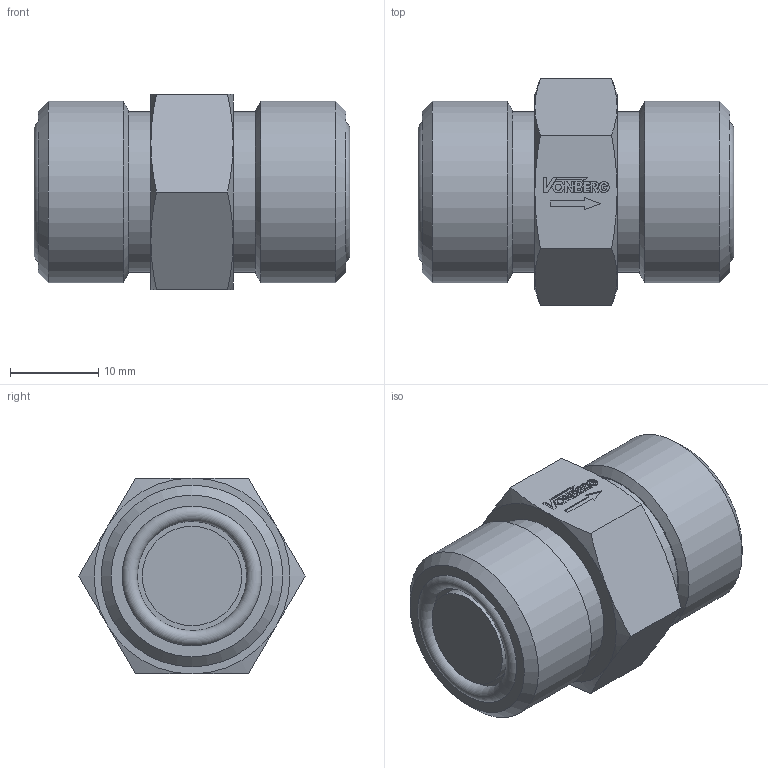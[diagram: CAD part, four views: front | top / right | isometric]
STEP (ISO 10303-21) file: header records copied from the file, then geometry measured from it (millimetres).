
FILE_DESCRIPTION((''),'2;1');
FILE_NAME('1908FS.stp','2015-01-02T10:31:50',('jml'),(''),'Autodesk Inventor 2010','Autodesk Inventor 2010','');
FILE_SCHEMA(('AUTOMOTIVE_DESIGN { 1 0 10303 214 1 1 1 1 }'));
Length unit declared in the file: inch
Products named in the file (4): 1908FS; 221099; 221042; 014 O-RING
Assembly tree (4 placements, depth 2):
  1908FS
    221099
    221042
    014 O-RING  x2
Bounding box: 35.84 x 25.66 x 22.23 mm (x, y, z)
Volume: 11751 mm3; surface area: 4705.2 mm2
Topology: 4 solids, 4 shells, 147 faces, 345 edges, 224 vertices
Faces by surface type: plane 102, cylinder 26, cone 17, torus 2
Full cylindrical faces by diameter (mm): 0.696 x1, 7.137 x1, 11.049 x1, 11.278 x1, 13.487 x1, 13.513 x1, 15.85 x2, 18.263 x2, 20.625 x2
Entity records: 4183 total; most frequent: CARTESIAN_POINT 749, DIRECTION 680, ORIENTED_EDGE 650, EDGE_CURVE 325, VECTOR 230, LINE 230, AXIS2_PLACEMENT_3D 225, VERTEX_POINT 222
